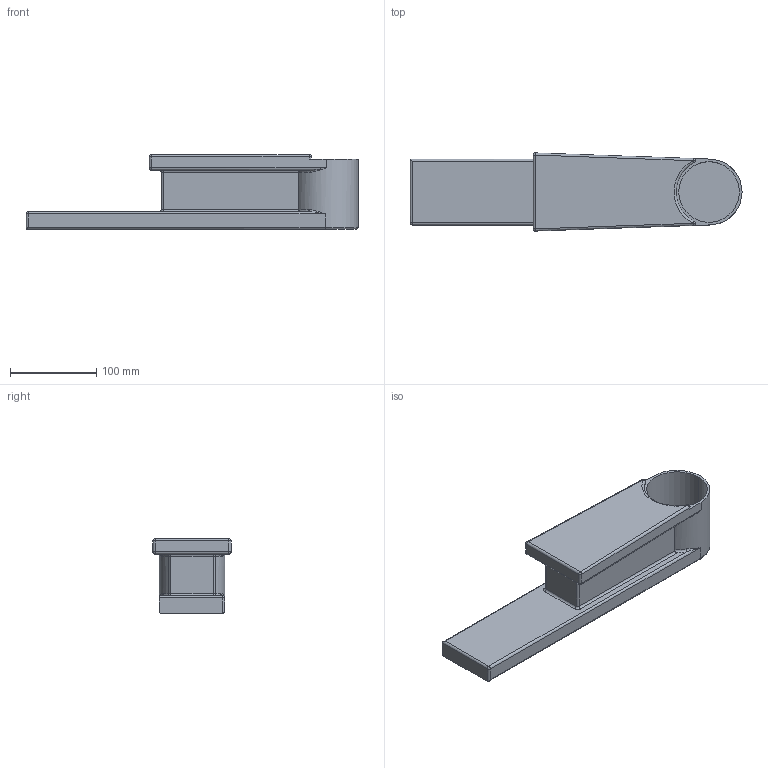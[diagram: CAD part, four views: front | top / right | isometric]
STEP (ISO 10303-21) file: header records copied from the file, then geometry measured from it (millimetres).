
FILE_DESCRIPTION (( 'STEP AP203' ), '1' );
FILE_NAME ('Design 1.STEP', '2023-01-05T13:44:36', ( '' ), ( '' ), 'SwSTEP 2.0', 'SolidWorks 2020', '' );
FILE_SCHEMA (( 'CONFIG_CONTROL_DESIGN' ));
Length unit declared in the file: inch
Products named in the file (1): Design 1
Bounding box: 384.18 x 90.43 x 86.36 mm (x, y, z)
Volume: 1259233.2 mm3; surface area: 141931.1 mm2
Topology: 1 solids, 1 shells, 69 faces, 167 edges, 90 vertices
Faces by surface type: cylinder 32, plane 15, sphere 9, torus 9, bspline 4
Entity records: 2255 total; most frequent: CARTESIAN_POINT 644, DIRECTION 348, ORIENTED_EDGE 308, EDGE_CURVE 154, AXIS2_PLACEMENT_3D 142, VERTEX_POINT 86, CIRCLE 76, EDGE_LOOP 70
